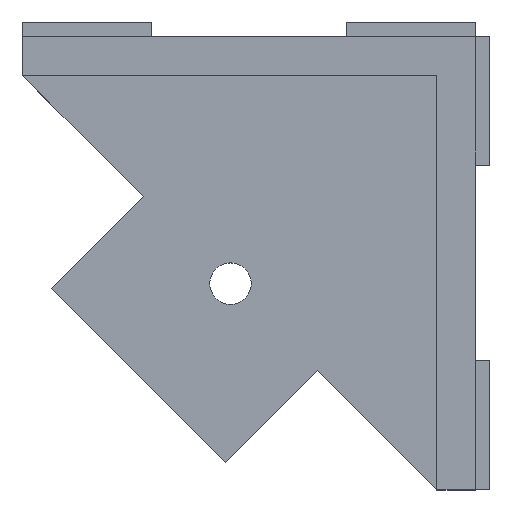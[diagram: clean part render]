
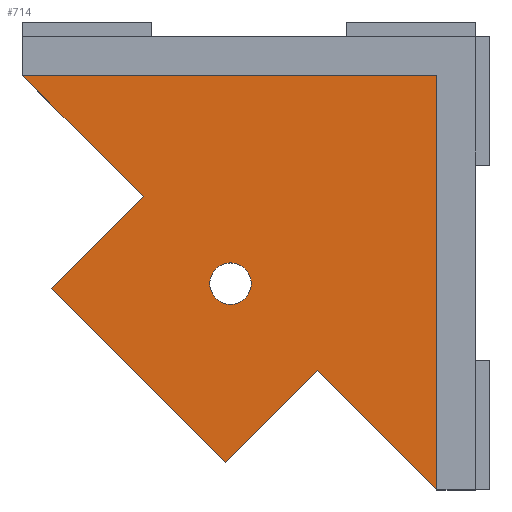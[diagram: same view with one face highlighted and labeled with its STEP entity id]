
A CAD part, top view. The second image highlights one B-rep face of the part: STEP entity #714.
In plain terms, the highlighted planar face has unit normal (0, 0, 1).
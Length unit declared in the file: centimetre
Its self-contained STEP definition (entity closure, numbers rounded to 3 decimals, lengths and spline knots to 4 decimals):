
#25=LINE('',#1022,#107);
#29=LINE('',#1041,#111);
#34=LINE('',#1056,#116);
#37=LINE('',#1062,#119);
#40=LINE('',#1068,#122);
#43=LINE('',#1074,#125);
#46=LINE('',#1079,#128);
#107=VECTOR('',#828,1.);
#111=VECTOR('',#848,1.);
#116=VECTOR('',#861,1.);
#119=VECTOR('',#866,1.);
#122=VECTOR('',#871,1.);
#125=VECTOR('',#876,1.);
#128=VECTOR('',#881,1.);
#198=PLANE('',#776);
#238=FACE_BOUND('',#311,.T.);
#256=FACE_OUTER_BOUND('',#310,.T.);
#310=EDGE_LOOP('',(#555,#556,#557,#558,#559,#560,#561));
#311=EDGE_LOOP('',(#562));
#353=CIRCLE('',#769,0.16);
#359=VERTEX_POINT('',#1020);
#360=VERTEX_POINT('',#1021);
#367=VERTEX_POINT('',#1040);
#369=VERTEX_POINT('',#1046);
#373=VERTEX_POINT('',#1055);
#375=VERTEX_POINT('',#1061);
#377=VERTEX_POINT('',#1067);
#379=VERTEX_POINT('',#1073);
#423=EDGE_CURVE('',#359,#360,#25,.T.);
#431=EDGE_CURVE('',#367,#359,#29,.T.);
#434=EDGE_CURVE('',#369,#369,#353,.T.);
#438=EDGE_CURVE('',#373,#360,#34,.T.);
#441=EDGE_CURVE('',#375,#373,#37,.T.);
#444=EDGE_CURVE('',#377,#375,#40,.T.);
#447=EDGE_CURVE('',#379,#377,#43,.T.);
#450=EDGE_CURVE('',#367,#379,#46,.T.);
#555=ORIENTED_EDGE('',*,*,#423,.F.);
#556=ORIENTED_EDGE('',*,*,#431,.F.);
#557=ORIENTED_EDGE('',*,*,#450,.T.);
#558=ORIENTED_EDGE('',*,*,#447,.T.);
#559=ORIENTED_EDGE('',*,*,#444,.T.);
#560=ORIENTED_EDGE('',*,*,#441,.T.);
#561=ORIENTED_EDGE('',*,*,#438,.T.);
#562=ORIENTED_EDGE('',*,*,#434,.T.);
#714=ADVANCED_FACE('',(#256,#238),#198,.T.);
#769=AXIS2_PLACEMENT_3D('',#1047,#853,#854);
#776=AXIS2_PLACEMENT_3D('',#1081,#883,#884);
#828=DIRECTION('',(0.,-1.,0.));
#848=DIRECTION('',(1.,0.,0.));
#853=DIRECTION('center_axis',(0.,0.,-1.));
#854=DIRECTION('ref_axis',(1.,0.,0.));
#861=DIRECTION('',(0.707,-0.707,0.));
#866=DIRECTION('',(0.707,0.707,0.));
#871=DIRECTION('',(0.707,-0.707,0.));
#876=DIRECTION('',(-0.707,-0.707,0.));
#881=DIRECTION('',(0.707,-0.707,0.));
#883=DIRECTION('center_axis',(0.,0.,1.));
#884=DIRECTION('ref_axis',(1.,0.,0.));
#1020=CARTESIAN_POINT('',(7.9646,2.8494,0.35));
#1021=CARTESIAN_POINT('',(7.9646,-0.3458,0.35));
#1022=CARTESIAN_POINT('',(7.9646,2.0506,0.35));
#1040=CARTESIAN_POINT('',(4.7698,2.8494,0.35));
#1041=CARTESIAN_POINT('',(5.5685,2.8494,0.35));
#1046=CARTESIAN_POINT('',(6.2127,1.2462,0.35));
#1047=CARTESIAN_POINT('Origin',(6.3727,1.2462,0.35));
#1055=CARTESIAN_POINT('',(7.0444,0.5744,0.35));
#1056=CARTESIAN_POINT('',(7.9646,-0.3458,0.35));
#1061=CARTESIAN_POINT('',(6.3336,-0.1364,0.35));
#1062=CARTESIAN_POINT('',(7.0444,0.5744,0.35));
#1067=CARTESIAN_POINT('',(4.9901,1.2071,0.35));
#1068=CARTESIAN_POINT('',(6.3336,-0.1364,0.35));
#1073=CARTESIAN_POINT('',(5.7011,1.9181,0.35));
#1074=CARTESIAN_POINT('',(4.9901,1.2071,0.35));
#1079=CARTESIAN_POINT('',(5.7011,1.9181,0.35));
#1081=CARTESIAN_POINT('Origin',(6.3672,1.2518,0.35));
